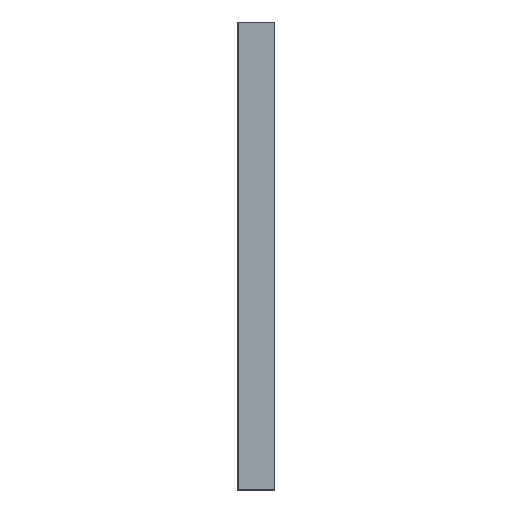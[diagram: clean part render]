
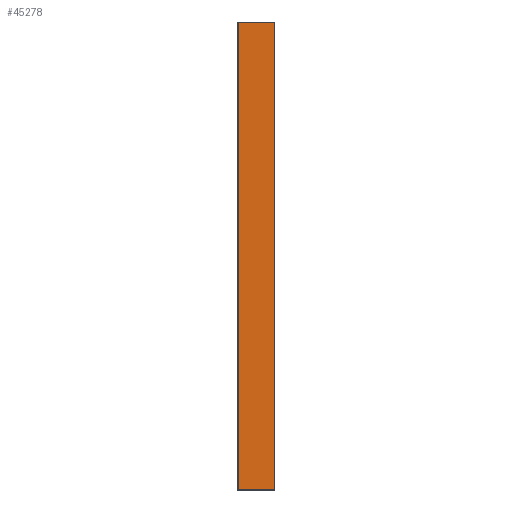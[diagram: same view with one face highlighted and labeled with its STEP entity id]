
A CAD part, front view. The second image highlights one B-rep face of the part: STEP entity #45278.
In plain terms, the highlighted planar face has unit normal (0, -1, 0).
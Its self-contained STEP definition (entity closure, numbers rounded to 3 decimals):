
#36454 = PLANE('',#36455);
#36455 = AXIS2_PLACEMENT_3D('',#36456,#36457,#36458);
#36456 = CARTESIAN_POINT('',(4.,-8.95,0.05));
#36457 = DIRECTION('',(0.,0.707,0.707));
#36458 = DIRECTION('',(1.,0.,0.));
#36762 = PLANE('',#36763);
#36763 = AXIS2_PLACEMENT_3D('',#36764,#36765,#36766);
#36764 = CARTESIAN_POINT('',(4.,-8.95,99.95));
#36765 = DIRECTION('',(0.,-0.707,
    0.707));
#36766 = DIRECTION('',(1.,0.,0.));
#37049 = PLANE('',#37050);
#37050 = AXIS2_PLACEMENT_3D('',#37051,#37052,#37053);
#37051 = CARTESIAN_POINT('',(-3.9,-8.9,0.));
#37052 = DIRECTION('',(-0.707,-0.707,
    0.));
#37053 = DIRECTION('',(0.,0.,1.));
#40037 = VERTEX_POINT('',#40038);
#40038 = CARTESIAN_POINT('',(3.9,-9.,0.1));
#40059 = EDGE_CURVE('',#40037,#40060,#40062,.T.);
#40060 = VERTEX_POINT('',#40061);
#40061 = CARTESIAN_POINT('',(-3.8,-9.,0.1));
#40062 = SURFACE_CURVE('',#40063,(#40067,#40074),.PCURVE_S1.);
#40063 = LINE('',#40064,#40065);
#40064 = CARTESIAN_POINT('',(4.,-9.,0.1));
#40065 = VECTOR('',#40066,1.);
#40066 = DIRECTION('',(-1.,0.,0.));
#40067 = PCURVE('',#36454,#40068);
#40068 = DEFINITIONAL_REPRESENTATION('',(#40069),#40073);
#40069 = LINE('',#40070,#40071);
#40070 = CARTESIAN_POINT('',(0.,-0.071));
#40071 = VECTOR('',#40072,1.);
#40072 = DIRECTION('',(-1.,0.));
#40073 = ( GEOMETRIC_REPRESENTATION_CONTEXT(2) 
PARAMETRIC_REPRESENTATION_CONTEXT() REPRESENTATION_CONTEXT('2D SPACE',''
  ) );
#40074 = PCURVE('',#40075,#40080);
#40075 = PLANE('',#40076);
#40076 = AXIS2_PLACEMENT_3D('',#40077,#40078,#40079);
#40077 = CARTESIAN_POINT('',(4.,-9.,0.));
#40078 = DIRECTION('',(0.,-1.,0.));
#40079 = DIRECTION('',(-1.,0.,0.));
#40080 = DEFINITIONAL_REPRESENTATION('',(#40081),#40085);
#40081 = LINE('',#40082,#40083);
#40082 = CARTESIAN_POINT('',(0.,-0.1));
#40083 = VECTOR('',#40084,1.);
#40084 = DIRECTION('',(1.,0.));
#40085 = ( GEOMETRIC_REPRESENTATION_CONTEXT(2) 
PARAMETRIC_REPRESENTATION_CONTEXT() REPRESENTATION_CONTEXT('2D SPACE',''
  ) );
#40352 = VERTEX_POINT('',#40353);
#40353 = CARTESIAN_POINT('',(3.9,-9.,99.9));
#40374 = EDGE_CURVE('',#40352,#40375,#40377,.T.);
#40375 = VERTEX_POINT('',#40376);
#40376 = CARTESIAN_POINT('',(-3.8,-9.,99.9));
#40377 = SURFACE_CURVE('',#40378,(#40382,#40389),.PCURVE_S1.);
#40378 = LINE('',#40379,#40380);
#40379 = CARTESIAN_POINT('',(4.,-9.,99.9));
#40380 = VECTOR('',#40381,1.);
#40381 = DIRECTION('',(-1.,0.,0.));
#40382 = PCURVE('',#36762,#40383);
#40383 = DEFINITIONAL_REPRESENTATION('',(#40384),#40388);
#40384 = LINE('',#40385,#40386);
#40385 = CARTESIAN_POINT('',(0.,-0.071));
#40386 = VECTOR('',#40387,1.);
#40387 = DIRECTION('',(-1.,0.));
#40388 = ( GEOMETRIC_REPRESENTATION_CONTEXT(2) 
PARAMETRIC_REPRESENTATION_CONTEXT() REPRESENTATION_CONTEXT('2D SPACE',''
  ) );
#40389 = PCURVE('',#40075,#40390);
#40390 = DEFINITIONAL_REPRESENTATION('',(#40391),#40395);
#40391 = LINE('',#40392,#40393);
#40392 = CARTESIAN_POINT('',(0.,-99.9));
#40393 = VECTOR('',#40394,1.);
#40394 = DIRECTION('',(1.,0.));
#40395 = ( GEOMETRIC_REPRESENTATION_CONTEXT(2) 
PARAMETRIC_REPRESENTATION_CONTEXT() REPRESENTATION_CONTEXT('2D SPACE',''
  ) );
#40531 = EDGE_CURVE('',#40060,#40375,#40532,.T.);
#40532 = SURFACE_CURVE('',#40533,(#40537,#40544),.PCURVE_S1.);
#40533 = LINE('',#40534,#40535);
#40534 = CARTESIAN_POINT('',(-3.8,-9.,0.));
#40535 = VECTOR('',#40536,1.);
#40536 = DIRECTION('',(0.,0.,1.));
#40537 = PCURVE('',#37049,#40538);
#40538 = DEFINITIONAL_REPRESENTATION('',(#40539),#40543);
#40539 = LINE('',#40540,#40541);
#40540 = CARTESIAN_POINT('',(0.,-0.141));
#40541 = VECTOR('',#40542,1.);
#40542 = DIRECTION('',(1.,0.));
#40543 = ( GEOMETRIC_REPRESENTATION_CONTEXT(2) 
PARAMETRIC_REPRESENTATION_CONTEXT() REPRESENTATION_CONTEXT('2D SPACE',''
  ) );
#40544 = PCURVE('',#40075,#40545);
#40545 = DEFINITIONAL_REPRESENTATION('',(#40546),#40550);
#40546 = LINE('',#40547,#40548);
#40547 = CARTESIAN_POINT('',(7.8,0.));
#40548 = VECTOR('',#40549,1.);
#40549 = DIRECTION('',(0.,-1.));
#40550 = ( GEOMETRIC_REPRESENTATION_CONTEXT(2) 
PARAMETRIC_REPRESENTATION_CONTEXT() REPRESENTATION_CONTEXT('2D SPACE',''
  ) );
#45116 = PLANE('',#45117);
#45117 = AXIS2_PLACEMENT_3D('',#45118,#45119,#45120);
#45118 = CARTESIAN_POINT('',(3.95,-8.95,0.));
#45119 = DIRECTION('',(0.707,-0.707,0.));
#45120 = DIRECTION('',(0.,0.,1.));
#45278 = ADVANCED_FACE('',(#45279),#40075,.T.);
#45279 = FACE_BOUND('',#45280,.T.);
#45280 = EDGE_LOOP('',(#45281,#45302,#45303,#45304));
#45281 = ORIENTED_EDGE('',*,*,#45282,.T.);
#45282 = EDGE_CURVE('',#40037,#40352,#45283,.T.);
#45283 = SURFACE_CURVE('',#45284,(#45288,#45295),.PCURVE_S1.);
#45284 = LINE('',#45285,#45286);
#45285 = CARTESIAN_POINT('',(3.9,-9.,0.));
#45286 = VECTOR('',#45287,1.);
#45287 = DIRECTION('',(0.,0.,1.));
#45288 = PCURVE('',#40075,#45289);
#45289 = DEFINITIONAL_REPRESENTATION('',(#45290),#45294);
#45290 = LINE('',#45291,#45292);
#45291 = CARTESIAN_POINT('',(0.1,0.));
#45292 = VECTOR('',#45293,1.);
#45293 = DIRECTION('',(0.,-1.));
#45294 = ( GEOMETRIC_REPRESENTATION_CONTEXT(2) 
PARAMETRIC_REPRESENTATION_CONTEXT() REPRESENTATION_CONTEXT('2D SPACE',''
  ) );
#45295 = PCURVE('',#45116,#45296);
#45296 = DEFINITIONAL_REPRESENTATION('',(#45297),#45301);
#45297 = LINE('',#45298,#45299);
#45298 = CARTESIAN_POINT('',(0.,0.071));
#45299 = VECTOR('',#45300,1.);
#45300 = DIRECTION('',(1.,0.));
#45301 = ( GEOMETRIC_REPRESENTATION_CONTEXT(2) 
PARAMETRIC_REPRESENTATION_CONTEXT() REPRESENTATION_CONTEXT('2D SPACE',''
  ) );
#45302 = ORIENTED_EDGE('',*,*,#40374,.T.);
#45303 = ORIENTED_EDGE('',*,*,#40531,.F.);
#45304 = ORIENTED_EDGE('',*,*,#40059,.F.);
